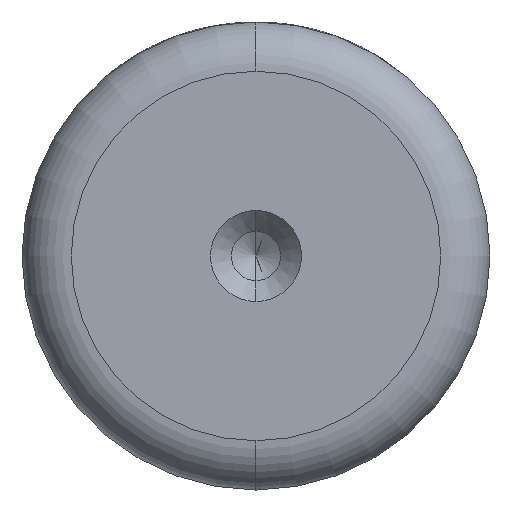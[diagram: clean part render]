
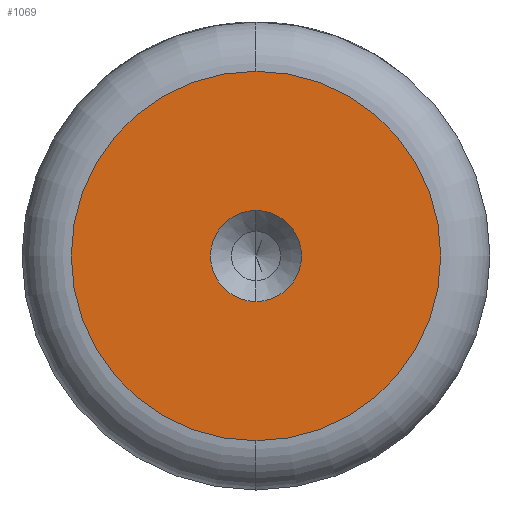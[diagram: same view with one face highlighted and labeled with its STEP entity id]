
A CAD part, left-side view. The second image highlights one B-rep face of the part: STEP entity #1069.
In plain terms, the highlighted planar face has unit normal (-1, 0, 0).
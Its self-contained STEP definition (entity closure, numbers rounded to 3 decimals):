
#61 = CARTESIAN_POINT ( 'NONE',  ( 0., 0., 0. ) ) ;
#86 = ORIENTED_EDGE ( 'NONE', *, *, #812, .T. ) ;
#188 = DIRECTION ( 'NONE',  ( 0., 0., 1. ) ) ;
#295 = AXIS2_PLACEMENT_3D ( 'NONE', #582, #1279, #684 ) ;
#400 = CIRCLE ( 'NONE', #457, 1.85 ) ;
#402 = AXIS2_PLACEMENT_3D ( 'NONE', #900, #595, #1295 ) ;
#416 = DIRECTION ( 'NONE',  ( -1., 0., 0. ) ) ;
#435 = DIRECTION ( 'NONE',  ( -1., 0., 0. ) ) ;
#457 = AXIS2_PLACEMENT_3D ( 'NONE', #1043, #435, #1149 ) ;
#471 = FACE_BOUND ( 'NONE', #952, .T. ) ;
#525 = VERTEX_POINT ( 'NONE', #1288 ) ;
#558 = AXIS2_PLACEMENT_3D ( 'NONE', #1022, #416, #1131 ) ;
#582 = CARTESIAN_POINT ( 'NONE',  ( 0., 0., 0. ) ) ;
#595 = DIRECTION ( 'NONE',  ( -1., 0., 0. ) ) ;
#612 = CARTESIAN_POINT ( 'NONE',  ( 0., 0., -7.5 ) ) ;
#614 = AXIS2_PLACEMENT_3D ( 'NONE', #61, #821, #188 ) ;
#629 = CARTESIAN_POINT ( 'NONE',  ( 0., 0., -1.85 ) ) ;
#684 = DIRECTION ( 'NONE',  ( 0., 0., 1. ) ) ;
#755 = CIRCLE ( 'NONE', #614, 1.85 ) ;
#757 = ORIENTED_EDGE ( 'NONE', *, *, #810, .F. ) ;
#760 = ORIENTED_EDGE ( 'NONE', *, *, #1124, .T. ) ;
#810 = EDGE_CURVE ( 'NONE', #867, #884, #755, .T. ) ;
#812 = EDGE_CURVE ( 'NONE', #851, #525, #1261, .T. ) ;
#821 = DIRECTION ( 'NONE',  ( -1., 0., 0. ) ) ;
#851 = VERTEX_POINT ( 'NONE', #612 ) ;
#854 = ORIENTED_EDGE ( 'NONE', *, *, #950, .F. ) ;
#867 = VERTEX_POINT ( 'NONE', #1314 ) ;
#884 = VERTEX_POINT ( 'NONE', #629 ) ;
#900 = CARTESIAN_POINT ( 'NONE',  ( 0., 0., 0. ) ) ;
#950 = EDGE_CURVE ( 'NONE', #884, #867, #400, .T. ) ;
#952 = EDGE_LOOP ( 'NONE', ( #757, #854 ) ) ;
#1000 = PLANE ( 'NONE',  #402 ) ;
#1022 = CARTESIAN_POINT ( 'NONE',  ( 0., 0., 0. ) ) ;
#1043 = CARTESIAN_POINT ( 'NONE',  ( 0., 0., 0. ) ) ;
#1069 = ADVANCED_FACE ( 'NONE', ( #471, #1247 ), #1000, .T. ) ;
#1124 = EDGE_CURVE ( 'NONE', #525, #851, #1190, .T. ) ;
#1131 = DIRECTION ( 'NONE',  ( 0., 0., 1. ) ) ;
#1149 = DIRECTION ( 'NONE',  ( 0., 0., 1. ) ) ;
#1190 = CIRCLE ( 'NONE', #295, 7.5 ) ;
#1218 = EDGE_LOOP ( 'NONE', ( #760, #86 ) ) ;
#1247 = FACE_OUTER_BOUND ( 'NONE', #1218, .T. ) ;
#1261 = CIRCLE ( 'NONE', #558, 7.5 ) ;
#1279 = DIRECTION ( 'NONE',  ( -1., 0., 0. ) ) ;
#1288 = CARTESIAN_POINT ( 'NONE',  ( 0., 0., 7.5 ) ) ;
#1295 = DIRECTION ( 'NONE',  ( 0., 0., 1. ) ) ;
#1314 = CARTESIAN_POINT ( 'NONE',  ( 0., 0., 1.85 ) ) ;
